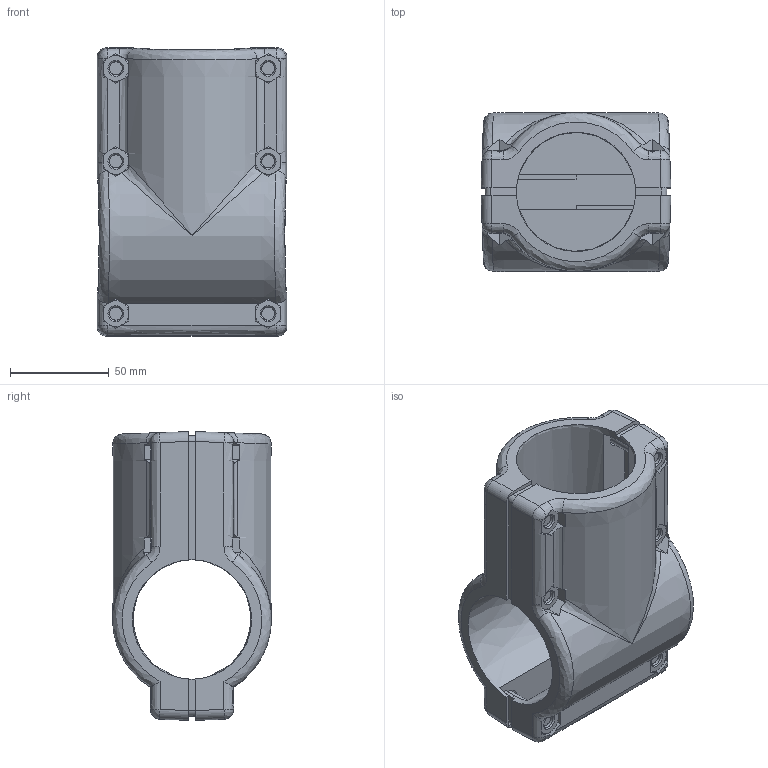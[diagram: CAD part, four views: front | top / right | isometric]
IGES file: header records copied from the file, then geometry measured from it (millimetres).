
Start section:  PTC IGES file: s0563697891-catalog.igs
Global section: file name: s0563697891-catalog.igs; native system: Creo Parametric by Parametric Technology Corporation; preprocessor: 2013230; author: RCRU03; organization: Rex Nord Marbet spa; date: 20160317.110550; units: millimetre
Bounding box: 96 x 80.3 x 146 mm (x, y, z)
Volume: 365067.9 mm3; surface area: 98322 mm2
Topology: 1 solids, 1 shells, 517 faces, 1352 edges, 861 vertices
Faces by surface type: bspline 285, revolution 232
